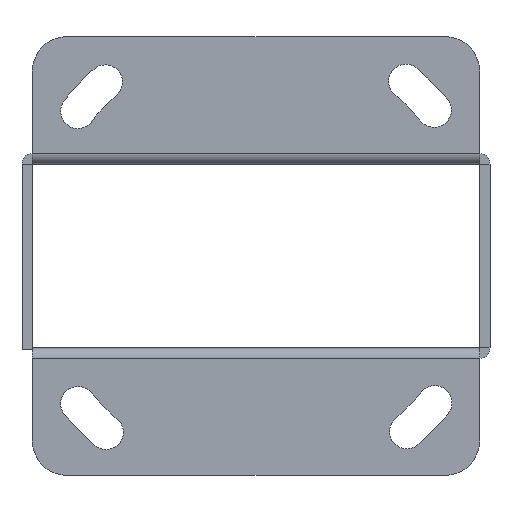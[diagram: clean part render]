
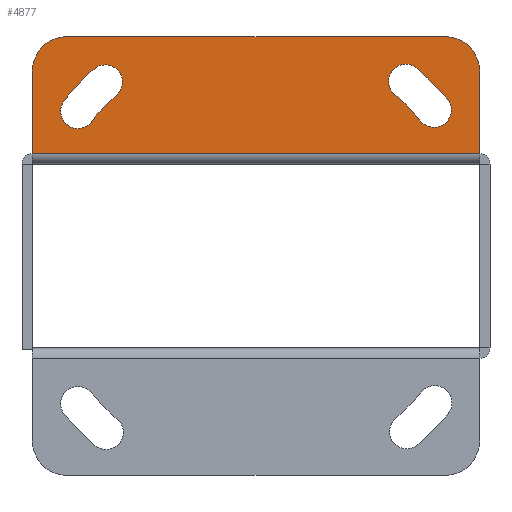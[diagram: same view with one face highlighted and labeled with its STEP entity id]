
A CAD part, front view. The second image highlights one B-rep face of the part: STEP entity #4877.
In plain terms, the highlighted planar face has unit normal (0, -1, 0).
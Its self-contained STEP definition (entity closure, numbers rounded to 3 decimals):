
#1412=DIRECTION('',(-1.,0.,0.));
#1413=VECTOR('',#1412,65.);
#1414=CARTESIAN_POINT('',(65.,-1.52,0.));
#1415=LINE('',#1414,#1413);
#1515=DIRECTION('',(0.,0.,1.));
#1516=VECTOR('',#1515,12.);
#1517=CARTESIAN_POINT('',(0.,-1.52,0.));
#1518=LINE('',#1517,#1516);
#1519=CARTESIAN_POINT('',(5.,-1.52,12.));
#1520=DIRECTION('',(0.,1.,0.));
#1521=DIRECTION('',(-1.,0.,0.));
#1522=AXIS2_PLACEMENT_3D('',#1519,#1520,#1521);
#1524=DIRECTION('',(1.,0.,0.));
#1525=VECTOR('',#1524,55.);
#1526=CARTESIAN_POINT('',(5.,-1.52,17.));
#1527=LINE('',#1526,#1525);
#1528=CARTESIAN_POINT('',(60.,-1.52,12.));
#1529=DIRECTION('',(0.,1.,0.));
#1530=DIRECTION('',(0.,0.,1.));
#1531=AXIS2_PLACEMENT_3D('',#1528,#1529,#1530);
#1533=DIRECTION('',(0.,0.,-1.));
#1534=VECTOR('',#1533,12.);
#1535=CARTESIAN_POINT('',(65.,-1.52,12.));
#1536=LINE('',#1535,#1534);
#1537=CARTESIAN_POINT('',(10.587,-1.52,10.392));
#1538=DIRECTION('',(0.,-1.,0.));
#1539=DIRECTION('',(0.653,0.,-0.757));
#1540=AXIS2_PLACEMENT_3D('',#1537,#1538,#1539);
#1542=CARTESIAN_POINT('',(24.523,-1.52,-6.561));
#1543=DIRECTION('',(0.,-1.,0.));
#1544=DIRECTION('',(-0.637,0.,0.771));
#1545=AXIS2_PLACEMENT_3D('',#1542,#1543,#1544);
#1547=CARTESIAN_POINT('',(24.523,-1.52,-6.561));
#1548=DIRECTION('',(0.,-1.,0.));
#1549=DIRECTION('',(-0.732,0.,0.681));
#1550=AXIS2_PLACEMENT_3D('',#1547,#1548,#1549);
#1552=CARTESIAN_POINT('',(6.606,-1.52,6.12));
#1553=DIRECTION('',(0.,-1.,0.));
#1554=DIRECTION('',(-0.775,0.,0.632));
#1555=AXIS2_PLACEMENT_3D('',#1552,#1553,#1554);
#1557=CARTESIAN_POINT('',(25.013,-1.52,-7.068));
#1558=DIRECTION('',(0.,-1.,0.));
#1559=DIRECTION('',(-0.731,0.,0.682));
#1560=AXIS2_PLACEMENT_3D('',#1557,#1558,#1559);
#1562=CARTESIAN_POINT('',(25.013,-1.52,-7.068));
#1563=DIRECTION('',(0.,-1.,0.));
#1564=DIRECTION('',(-0.635,0.,0.773));
#1565=AXIS2_PLACEMENT_3D('',#1562,#1563,#1564);
#1567=CARTESIAN_POINT('',(58.394,-1.52,6.322));
#1568=DIRECTION('',(0.,-1.,0.));
#1569=DIRECTION('',(-0.772,0.,-0.636));
#1570=AXIS2_PLACEMENT_3D('',#1567,#1568,#1569);
#1572=CARTESIAN_POINT('',(32.111,-1.52,-15.402));
#1573=DIRECTION('',(0.,-1.,0.));
#1574=DIRECTION('',(0.771,0.,0.637));
#1575=AXIS2_PLACEMENT_3D('',#1572,#1573,#1574);
#1577=CARTESIAN_POINT('',(32.111,-1.52,-15.402));
#1578=DIRECTION('',(0.,-1.,0.));
#1579=DIRECTION('',(0.713,0.,0.701));
#1580=AXIS2_PLACEMENT_3D('',#1577,#1578,#1579);
#1582=CARTESIAN_POINT('',(54.294,-1.52,10.494));
#1583=DIRECTION('',(0.,-1.,0.));
#1584=DIRECTION('',(0.65,0.,0.76));
#1585=AXIS2_PLACEMENT_3D('',#1582,#1583,#1584);
#1587=CARTESIAN_POINT('',(32.11,-1.52,-15.403));
#1588=DIRECTION('',(0.,-1.,0.));
#1589=DIRECTION('',(0.713,0.,0.701));
#1590=AXIS2_PLACEMENT_3D('',#1587,#1588,#1589);
#1592=CARTESIAN_POINT('',(32.11,-1.52,-15.403));
#1593=DIRECTION('',(0.,-1.,0.));
#1594=DIRECTION('',(0.771,0.,0.637));
#1595=AXIS2_PLACEMENT_3D('',#1592,#1593,#1594);
#2807=CARTESIAN_POINT('',(0.,-1.52,0.));
#2808=CARTESIAN_POINT('',(0.,-1.52,12.));
#2809=VERTEX_POINT('',#2807);
#2810=VERTEX_POINT('',#2808);
#2811=CARTESIAN_POINT('',(5.,-1.52,17.));
#2812=CARTESIAN_POINT('',(60.,-1.52,17.));
#2813=VERTEX_POINT('',#2811);
#2814=VERTEX_POINT('',#2812);
#2815=CARTESIAN_POINT('',(65.,-1.52,12.));
#2816=CARTESIAN_POINT('',(65.,-1.52,0.));
#2817=VERTEX_POINT('',#2815);
#2818=VERTEX_POINT('',#2816);
#2993=CARTESIAN_POINT('',(56.464,-1.52,4.732));
#2994=CARTESIAN_POINT('',(60.323,-1.52,7.912));
#2995=VERTEX_POINT('',#2993);
#2996=VERTEX_POINT('',#2994);
#2997=CARTESIAN_POINT('',(54.65,-1.52,6.744));
#2998=VERTEX_POINT('',#2997);
#2999=CARTESIAN_POINT('',(52.67,-1.52,8.593));
#3000=VERTEX_POINT('',#2999);
#3001=CARTESIAN_POINT('',(55.918,-1.52,12.395));
#3002=VERTEX_POINT('',#3001);
#3003=CARTESIAN_POINT('',(58.217,-1.52,10.248));
#3004=VERTEX_POINT('',#3003);
#3005=CARTESIAN_POINT('',(12.22,-1.52,8.499));
#3006=CARTESIAN_POINT('',(8.955,-1.52,12.286));
#3007=VERTEX_POINT('',#3005);
#3008=VERTEX_POINT('',#3006);
#3009=CARTESIAN_POINT('',(10.283,-1.52,6.68));
#3010=VERTEX_POINT('',#3009);
#3011=CARTESIAN_POINT('',(8.543,-1.52,4.539));
#3012=VERTEX_POINT('',#3011);
#3013=CARTESIAN_POINT('',(4.67,-1.52,7.701));
#3014=VERTEX_POINT('',#3013);
#3015=CARTESIAN_POINT('',(6.625,-1.52,10.089));
#3016=VERTEX_POINT('',#3015);
#4833=CARTESIAN_POINT('',(0.,-1.52,0.));
#4834=DIRECTION('',(0.,1.,0.));
#4835=DIRECTION('',(1.,0.,0.));
#4836=AXIS2_PLACEMENT_3D('',#4833,#4834,#4835);
#4837=PLANE('',#4836);
#4838=ORIENTED_EDGE('',*,*,#4767,.T.);
#4840=ORIENTED_EDGE('',*,*,#4839,.T.);
#4842=ORIENTED_EDGE('',*,*,#4841,.T.);
#4844=ORIENTED_EDGE('',*,*,#4843,.T.);
#4845=ORIENTED_EDGE('',*,*,#4826,.T.);
#4846=ORIENTED_EDGE('',*,*,#4739,.T.);
#4847=EDGE_LOOP('',(#4838,#4840,#4842,#4844,#4845,#4846));
#4848=FACE_OUTER_BOUND('',#4847,.F.);
#4850=ORIENTED_EDGE('',*,*,#4849,.T.);
#4852=ORIENTED_EDGE('',*,*,#4851,.T.);
#4854=ORIENTED_EDGE('',*,*,#4853,.T.);
#4856=ORIENTED_EDGE('',*,*,#4855,.T.);
#4858=ORIENTED_EDGE('',*,*,#4857,.F.);
#4860=ORIENTED_EDGE('',*,*,#4859,.F.);
#4861=EDGE_LOOP('',(#4850,#4852,#4854,#4856,#4858,#4860));
#4862=FACE_BOUND('',#4861,.F.);
#4864=ORIENTED_EDGE('',*,*,#4863,.T.);
#4866=ORIENTED_EDGE('',*,*,#4865,.T.);
#4868=ORIENTED_EDGE('',*,*,#4867,.T.);
#4870=ORIENTED_EDGE('',*,*,#4869,.T.);
#4872=ORIENTED_EDGE('',*,*,#4871,.F.);
#4874=ORIENTED_EDGE('',*,*,#4873,.F.);
#4875=EDGE_LOOP('',(#4864,#4866,#4868,#4870,#4872,#4874));
#4876=FACE_BOUND('',#4875,.F.);
#4877=ADVANCED_FACE('',(#4848,#4862,#4876),#4837,.F.);
#1523=CIRCLE('',#1522,5.);
#1532=CIRCLE('',#1531,5.);
#1541=CIRCLE('',#1540,2.5);
#1546=CIRCLE('',#1545,24.445);
#1551=CIRCLE('',#1550,24.445);
#1556=CIRCLE('',#1555,2.5);
#1561=CIRCLE('',#1560,20.149);
#1566=CIRCLE('',#1565,20.149);
#1571=CIRCLE('',#1570,2.5);
#1576=CIRCLE('',#1575,36.598);
#1581=CIRCLE('',#1580,36.598);
#1586=CIRCLE('',#1585,2.5);
#1591=CIRCLE('',#1590,31.6);
#1596=CIRCLE('',#1595,31.6);
#4739=EDGE_CURVE('',#2818,#2809,#1415,.T.);
#4767=EDGE_CURVE('',#2809,#2810,#1518,.T.);
#4826=EDGE_CURVE('',#2817,#2818,#1536,.T.);
#4839=EDGE_CURVE('',#2810,#2813,#1523,.T.);
#4841=EDGE_CURVE('',#2813,#2814,#1527,.T.);
#4843=EDGE_CURVE('',#2814,#2817,#1532,.T.);
#4849=EDGE_CURVE('',#3007,#3008,#1541,.T.);
#4851=EDGE_CURVE('',#3008,#3016,#1546,.T.);
#4853=EDGE_CURVE('',#3016,#3014,#1551,.T.);
#4855=EDGE_CURVE('',#3014,#3012,#1556,.T.);
#4857=EDGE_CURVE('',#3010,#3012,#1561,.T.);
#4859=EDGE_CURVE('',#3007,#3010,#1566,.T.);
#4863=EDGE_CURVE('',#2995,#2996,#1571,.T.);
#4865=EDGE_CURVE('',#2996,#3004,#1576,.T.);
#4867=EDGE_CURVE('',#3004,#3002,#1581,.T.);
#4869=EDGE_CURVE('',#3002,#3000,#1586,.T.);
#4871=EDGE_CURVE('',#2998,#3000,#1591,.T.);
#4873=EDGE_CURVE('',#2995,#2998,#1596,.T.);
